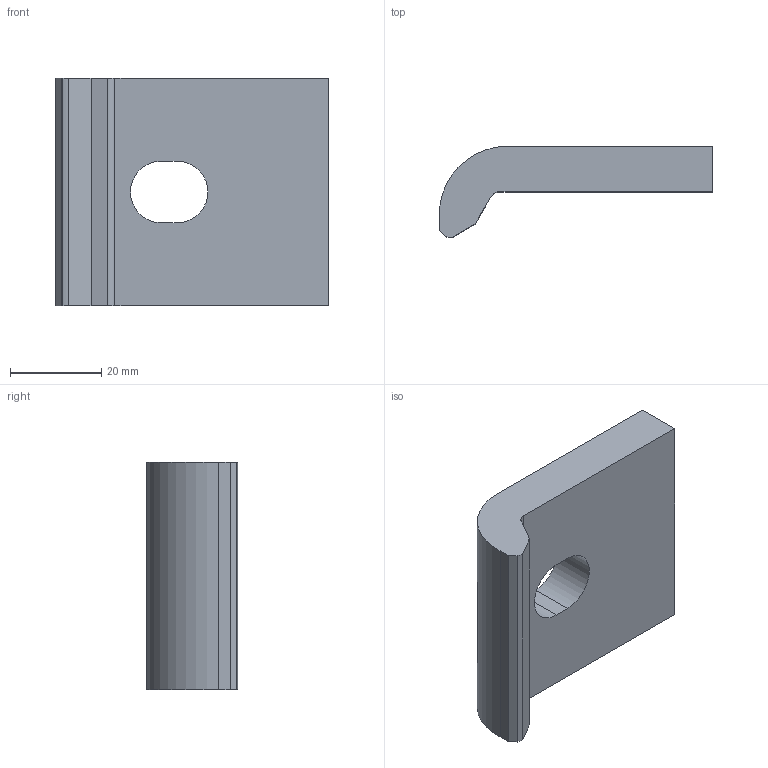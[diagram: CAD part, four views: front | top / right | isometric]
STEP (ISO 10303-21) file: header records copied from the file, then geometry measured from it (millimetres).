
FILE_DESCRIPTION (( 'STEP AP203' ), '1' );
FILE_NAME ('KTS 03.002-035_1-6355048.step', '2013-03-12T09:55:07', ( '' ), ( '' ), 'SwSTEP 2.0', 'SolidWorks 2013', '' );
FILE_SCHEMA (( 'CONFIG_CONTROL_DESIGN' ));
Length unit declared in the file: millimetre
Products named in the file (1): KTS 03.002-035_1-6355048
Bounding box: 60 x 20 x 50 mm (x, y, z)
Volume: 29907.1 mm3; surface area: 8763.9 mm2
Topology: 1 solids, 1 shells, 112 faces, 309 edges, 206 vertices
Faces by surface type: plane 87, bspline 20, cylinder 5
Entity records: 3984 total; most frequent: CARTESIAN_POINT 1168, ORIENTED_EDGE 618, DIRECTION 465, EDGE_CURVE 309, LINE 259, VECTOR 259, VERTEX_POINT 206, EDGE_LOOP 121
